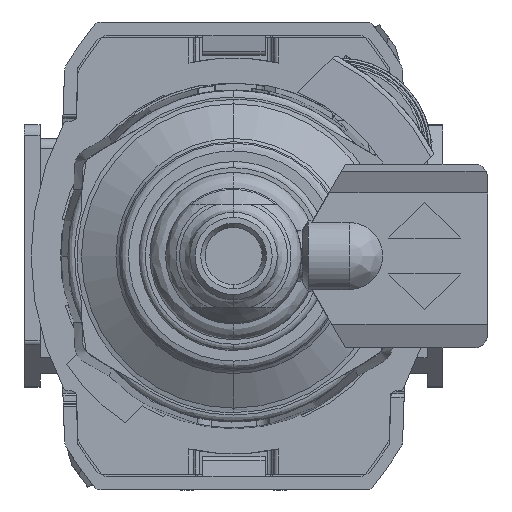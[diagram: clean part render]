
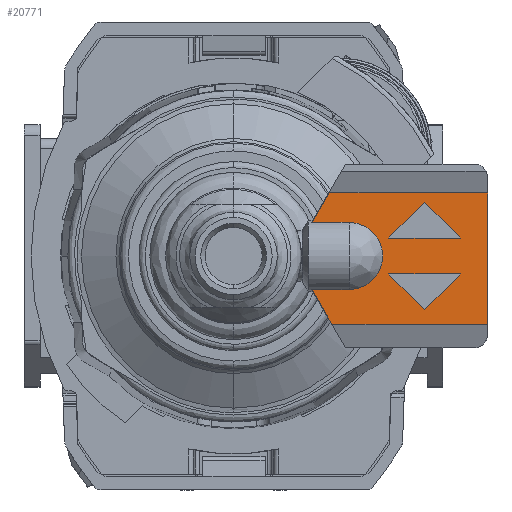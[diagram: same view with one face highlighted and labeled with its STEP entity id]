
A CAD part, front view. The second image highlights one B-rep face of the part: STEP entity #20771.
In plain terms, the highlighted planar face has unit normal (0, -1, 0).
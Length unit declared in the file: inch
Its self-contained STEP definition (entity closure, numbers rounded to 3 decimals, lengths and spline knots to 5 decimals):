
#9 = EDGE_CURVE ( 'NONE', #21243, #3060, #4749, .T. ) ;
#485 = VERTEX_POINT ( 'NONE', #33320 ) ;
#1034 = LINE ( 'NONE', #14092, #33647 ) ;
#1038 = DIRECTION ( 'NONE',  ( 0., 1., 0. ) ) ;
#1247 = CARTESIAN_POINT ( 'NONE',  ( 1.1122, -4.24774, 0.27559 ) ) ;
#1311 = ORIENTED_EDGE ( 'NONE', *, *, #41592, .F. ) ;
#1443 = ORIENTED_EDGE ( 'NONE', *, *, #24414, .F. ) ;
#2094 = DIRECTION ( 'NONE',  ( -1., 0., 0. ) ) ;
#2251 = VECTOR ( 'NONE', #3108, 39.37008 ) ;
#2530 = EDGE_CURVE ( 'NONE', #13965, #19028, #10450, .T. ) ;
#2716 = VERTEX_POINT ( 'NONE', #39113 ) ;
#3060 = VERTEX_POINT ( 'NONE', #27609 ) ;
#3108 = DIRECTION ( 'NONE',  ( -0.707, 0., -0.707 ) ) ;
#3540 = CARTESIAN_POINT ( 'NONE',  ( 0.83583, -4.24774, 0.23622 ) ) ;
#3825 = CARTESIAN_POINT ( 'NONE',  ( 0.67835, -4.24774, -0.07874 ) ) ;
#4380 = VECTOR ( 'NONE', #26548, 39.37008 ) ;
#4588 = DIRECTION ( 'NONE',  ( 0., 0., 1. ) ) ;
#4749 = LINE ( 'NONE', #18219, #21960 ) ;
#4937 = DIRECTION ( 'NONE',  ( 0., -1., 0. ) ) ;
#4962 = CARTESIAN_POINT ( 'NONE',  ( 0.42974, -4.24774, -0.29809 ) ) ;
#4970 = CARTESIAN_POINT ( 'NONE',  ( 0.83583, -4.24774, 0.23622 ) ) ;
#4991 = ORIENTED_EDGE ( 'NONE', *, *, #7016, .F. ) ;
#5590 = CARTESIAN_POINT ( 'NONE',  ( 0.34226, -4.24774, 0.14658 ) ) ;
#6481 = ORIENTED_EDGE ( 'NONE', *, *, #40645, .F. ) ;
#6686 = ORIENTED_EDGE ( 'NONE', *, *, #33271, .F. ) ;
#6853 = VERTEX_POINT ( 'NONE', #43669 ) ;
#6892 = LINE ( 'NONE', #10648, #4380 ) ;
#7016 = EDGE_CURVE ( 'NONE', #29728, #485, #1034, .T. ) ;
#7179 = VECTOR ( 'NONE', #26571, 39.37008 ) ;
#7187 = EDGE_LOOP ( 'NONE', ( #4991, #42025, #1443 ) ) ;
#7296 = VECTOR ( 'NONE', #9902, 39.37008 ) ;
#7968 = EDGE_CURVE ( 'NONE', #17727, #42194, #9910, .T. ) ;
#8612 = VECTOR ( 'NONE', #26941, 39.37008 ) ;
#9902 = DIRECTION ( 'NONE',  ( 1., 0., 0. ) ) ;
#9910 = LINE ( 'NONE', #37474, #35818 ) ;
#10450 = LINE ( 'NONE', #12312, #7179 ) ;
#10648 = CARTESIAN_POINT ( 'NONE',  ( 0.6626, -4.24774, 0.14658 ) ) ;
#10722 = ORIENTED_EDGE ( 'NONE', *, *, #22560, .F. ) ;
#10735 = ORIENTED_EDGE ( 'NONE', *, *, #9, .F. ) ;
#11542 = DIRECTION ( 'NONE',  ( 0.707, 0., 0.707 ) ) ;
#11595 = LINE ( 'NONE', #38493, #39633 ) ;
#12032 = VERTEX_POINT ( 'NONE', #34449 ) ;
#12312 = CARTESIAN_POINT ( 'NONE',  ( 0.25764, -4.24774, 0. ) ) ;
#12839 = AXIS2_PLACEMENT_3D ( 'NONE', #14451, #4937, #41573 ) ;
#13113 = ORIENTED_EDGE ( 'NONE', *, *, #22520, .F. ) ;
#13177 = ORIENTED_EDGE ( 'NONE', *, *, #2530, .F. ) ;
#13916 = CARTESIAN_POINT ( 'NONE',  ( 1.1122, -4.24774, 0.07874 ) ) ;
#13965 = VERTEX_POINT ( 'NONE', #5590 ) ;
#14051 = CARTESIAN_POINT ( 'NONE',  ( 0.50512, -4.24774, -0.14658 ) ) ;
#14092 = CARTESIAN_POINT ( 'NONE',  ( 1.1122, -4.24774, -0.07874 ) ) ;
#14451 = CARTESIAN_POINT ( 'NONE',  ( 0.50512, -4.24774, 0. ) ) ;
#14524 = DIRECTION ( 'NONE',  ( -1., 0., 0. ) ) ;
#14895 = ORIENTED_EDGE ( 'NONE', *, *, #39258, .F. ) ;
#15661 = VECTOR ( 'NONE', #20171, 39.37008 ) ;
#15908 = CARTESIAN_POINT ( 'NONE',  ( 0.41675, -4.24774, 0.27559 ) ) ;
#17274 = VECTOR ( 'NONE', #11542, 39.37008 ) ;
#17727 = VERTEX_POINT ( 'NONE', #19916 ) ;
#17784 = DIRECTION ( 'NONE',  ( 1., 0., 0. ) ) ;
#17797 = DIRECTION ( 'NONE',  ( -0.5, 0., 0.866 ) ) ;
#17845 = PLANE ( 'NONE',  #37623 ) ;
#17947 = ORIENTED_EDGE ( 'NONE', *, *, #7968, .F. ) ;
#18219 = CARTESIAN_POINT ( 'NONE',  ( 0.42974, -4.24774, -0.29809 ) ) ;
#19028 = VERTEX_POINT ( 'NONE', #15908 ) ;
#19916 = CARTESIAN_POINT ( 'NONE',  ( 0.99331, -4.24774, 0.07874 ) ) ;
#20100 = CARTESIAN_POINT ( 'NONE',  ( 1.11154, -4.24774, 0.27559 ) ) ;
#20171 = DIRECTION ( 'NONE',  ( 0.707, 0., -0.707 ) ) ;
#20719 = FACE_BOUND ( 'NONE', #7187, .T. ) ;
#20771 = ADVANCED_FACE ( 'NONE', ( #37901, #24671, #20719 ), #17845, .F. ) ;
#21243 = VERTEX_POINT ( 'NONE', #4962 ) ;
#21255 = EDGE_LOOP ( 'NONE', ( #29531, #6481, #10735, #6686, #10722, #27995, #13177, #14895 ) ) ;
#21917 = EDGE_LOOP ( 'NONE', ( #1311, #17947, #13113 ) ) ;
#21960 = VECTOR ( 'NONE', #17797, 39.37008 ) ;
#22138 = VERTEX_POINT ( 'NONE', #14051 ) ;
#22286 = CARTESIAN_POINT ( 'NONE',  ( 0.6626, -4.24774, -0.14658 ) ) ;
#22520 = EDGE_CURVE ( 'NONE', #29710, #17727, #30662, .T. ) ;
#22560 = EDGE_CURVE ( 'NONE', #12032, #2716, #33130, .T. ) ;
#24414 = EDGE_CURVE ( 'NONE', #485, #6853, #33629, .T. ) ;
#24548 = VECTOR ( 'NONE', #2094, 39.37008 ) ;
#24671 = FACE_OUTER_BOUND ( 'NONE', #21255, .T. ) ;
#24856 = CARTESIAN_POINT ( 'NONE',  ( 1.1122, -4.24774, -0.29809 ) ) ;
#26548 = DIRECTION ( 'NONE',  ( -1., 0., 0. ) ) ;
#26571 = DIRECTION ( 'NONE',  ( 0.5, 0., 0.866 ) ) ;
#26941 = DIRECTION ( 'NONE',  ( 0., 0., -1. ) ) ;
#27367 = DIRECTION ( 'NONE',  ( 1., 0., 0. ) ) ;
#27555 = DIRECTION ( 'NONE',  ( -0.707, 0., 0.707 ) ) ;
#27609 = CARTESIAN_POINT ( 'NONE',  ( 0.34226, -4.24774, -0.14658 ) ) ;
#27995 = ORIENTED_EDGE ( 'NONE', *, *, #41188, .F. ) ;
#28610 = CARTESIAN_POINT ( 'NONE',  ( 0.50512, -4.24774, 0.14658 ) ) ;
#28774 = CARTESIAN_POINT ( 'NONE',  ( 0.99331, -4.24774, -0.07874 ) ) ;
#29531 = ORIENTED_EDGE ( 'NONE', *, *, #39091, .F. ) ;
#29601 = LINE ( 'NONE', #3540, #2251 ) ;
#29710 = VERTEX_POINT ( 'NONE', #42689 ) ;
#29728 = VERTEX_POINT ( 'NONE', #28774 ) ;
#29934 = EDGE_CURVE ( 'NONE', #6853, #29728, #35359, .T. ) ;
#30415 = CIRCLE ( 'NONE', #12839, 0.14658 ) ;
#30662 = LINE ( 'NONE', #13916, #41029 ) ;
#32356 = LINE ( 'NONE', #24856, #24548 ) ;
#33130 = LINE ( 'NONE', #20100, #8612 ) ;
#33271 = EDGE_CURVE ( 'NONE', #2716, #21243, #32356, .T. ) ;
#33320 = CARTESIAN_POINT ( 'NONE',  ( 0.67835, -4.24774, -0.07874 ) ) ;
#33629 = LINE ( 'NONE', #3825, #15661 ) ;
#33647 = VECTOR ( 'NONE', #14524, 39.37008 ) ;
#34449 = CARTESIAN_POINT ( 'NONE',  ( 1.11154, -4.24774, 0.27559 ) ) ;
#35181 = VERTEX_POINT ( 'NONE', #28610 ) ;
#35359 = LINE ( 'NONE', #41978, #17274 ) ;
#35818 = VECTOR ( 'NONE', #27555, 39.37008 ) ;
#37474 = CARTESIAN_POINT ( 'NONE',  ( 0.99331, -4.24774, 0.07874 ) ) ;
#37623 = AXIS2_PLACEMENT_3D ( 'NONE', #1247, #1038, #4588 ) ;
#37901 = FACE_BOUND ( 'NONE', #21917, .T. ) ;
#38493 = CARTESIAN_POINT ( 'NONE',  ( 1.1122, -4.24774, 0.27559 ) ) ;
#39091 = EDGE_CURVE ( 'NONE', #22138, #35181, #30415, .T. ) ;
#39113 = CARTESIAN_POINT ( 'NONE',  ( 1.11154, -4.24774, -0.29809 ) ) ;
#39258 = EDGE_CURVE ( 'NONE', #35181, #13965, #6892, .T. ) ;
#39490 = LINE ( 'NONE', #22286, #7296 ) ;
#39633 = VECTOR ( 'NONE', #17784, 39.37008 ) ;
#40645 = EDGE_CURVE ( 'NONE', #3060, #22138, #39490, .T. ) ;
#41029 = VECTOR ( 'NONE', #27367, 39.37008 ) ;
#41188 = EDGE_CURVE ( 'NONE', #19028, #12032, #11595, .T. ) ;
#41573 = DIRECTION ( 'NONE',  ( 0., 0., -1. ) ) ;
#41592 = EDGE_CURVE ( 'NONE', #42194, #29710, #29601, .T. ) ;
#41978 = CARTESIAN_POINT ( 'NONE',  ( 0.83583, -4.24774, -0.23622 ) ) ;
#42025 = ORIENTED_EDGE ( 'NONE', *, *, #29934, .F. ) ;
#42194 = VERTEX_POINT ( 'NONE', #4970 ) ;
#42689 = CARTESIAN_POINT ( 'NONE',  ( 0.67835, -4.24774, 0.07874 ) ) ;
#43669 = CARTESIAN_POINT ( 'NONE',  ( 0.83583, -4.24774, -0.23622 ) ) ;
